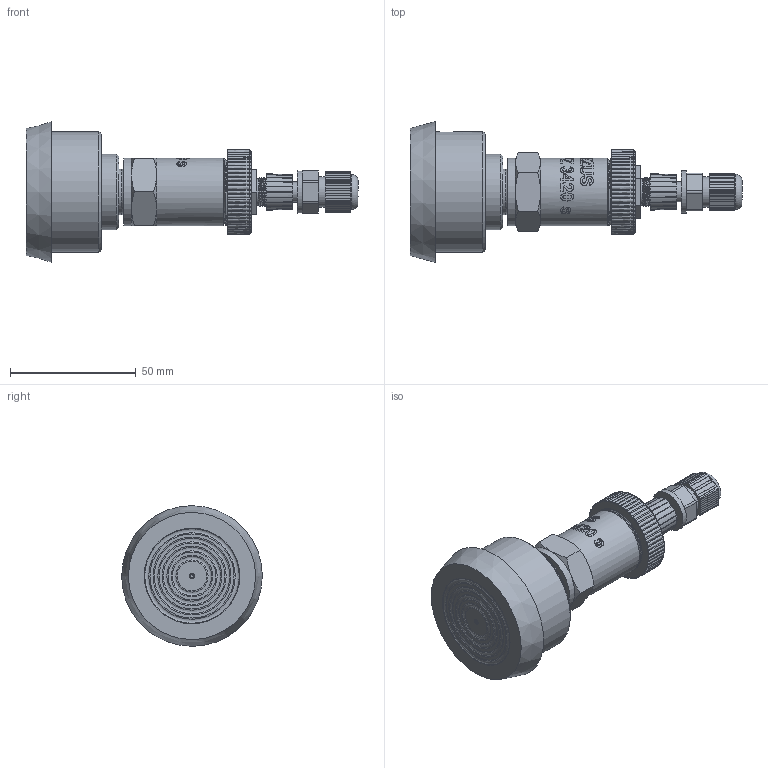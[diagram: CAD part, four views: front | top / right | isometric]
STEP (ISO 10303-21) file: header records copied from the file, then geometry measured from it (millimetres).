
FILE_DESCRIPTION(/* description */ (''),/* implementation_level */ '2;1');
FILE_NAME(/* name */ 'APZ3420s_TapperDN40_4.step',/* time_stamp */ '2021-07-08T14:14:00+03:00',/* author */ (''),/* organization */ (''),/* preprocessor_version */ 'ST-DEVELOPER v18.1',/* originating_system */ 'Autodesk Translation Framework v10.9.0.1377',/* authorisation */ '');
FILE_SCHEMA (('AUTOMOTIVE_DESIGN { 1 0 10303 214 3 1 1 }'));
Products named in the file (7): АПЗ 3420S заполненная; OMAL nut M27x1.5; M12x1 male; Ш100.000.002; M12x1 female straight; G1\2EN; Tapper socket DN40 diaphragm 38 v5
Assembly tree (6 placements, depth 2):
  АПЗ 3420S заполненная
    OMAL nut M27x1.5
    M12x1 male
    Ш100.000.002
    M12x1 female straight
    G1\2EN
    Tapper socket DN40 diaphragm 38 v5
Bounding box: 132.22 x 56 x 56 mm (x, y, z)
Volume: 101075.7 mm3; surface area: 31588.5 mm2
Topology: 18 solids, 18 shells, 1021 faces, 2794 edges, 1865 vertices
Faces by surface type: bspline 500, plane 286, cylinder 163, cone 54, torus 18
Full cylindrical faces by diameter (mm): 1 x12, 1.5 x4, 2 x1, 3 x1, 3.3 x1, 5 x1, 6 x3, 7 x1, 7.3 x1, 8 x3, 8.2 x1, 10.293 x1, 10.6 x2, 10.741 x6, 11.884 x5, 12 x1, 14 x2, 14.137 x4, 14.526 x3, 15.85 x3, 16.203 x3, 16.7 x1, 17 x1, 17.5 x1, 18 x1, 18.631 x7, 20.955 x7, 21.4 x2, 22 x1, 22.3 x1
Entity records: 62510 total; most frequent: CARTESIAN_POINT 40374, ORIENTED_EDGE 5582, DIRECTION 2826, EDGE_CURVE 2791, VERTEX_POINT 1864, B_SPLINE_CURVE_WITH_KNOTS 1313, EDGE_LOOP 1097, LINE 1030
